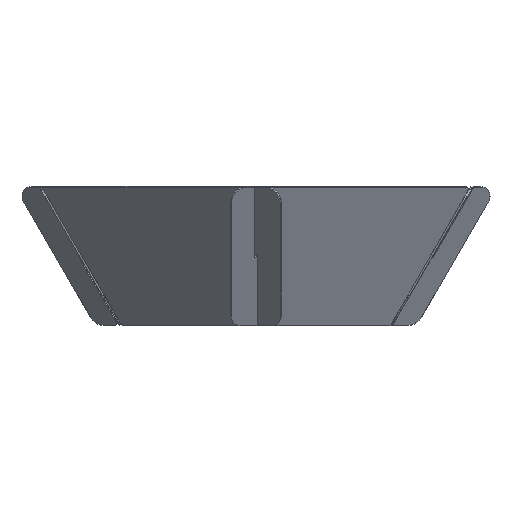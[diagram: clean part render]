
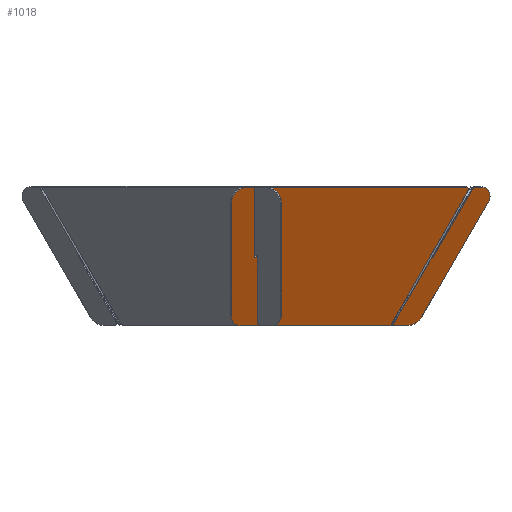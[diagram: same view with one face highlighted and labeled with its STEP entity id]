
A CAD part, left-side view. The second image highlights one B-rep face of the part: STEP entity #1018.
In plain terms, the highlighted planar face has unit normal (-0.75, -0.433, -0.5).
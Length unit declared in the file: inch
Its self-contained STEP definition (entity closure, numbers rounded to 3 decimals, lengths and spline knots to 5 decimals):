
#70=PLANE('',#1146);
#122=FACE_OUTER_BOUND('',#174,.T.);
#174=EDGE_LOOP('',(#919,#920,#921,#922,#923,#924,#925,#926,#927,#928,#929,
#930,#931,#932,#933,#934,#935,#936,#937,#938,#939,#940,#941,#942));
#225=LINE('',#1627,#321);
#231=LINE('',#1642,#327);
#235=LINE('',#1654,#331);
#239=LINE('',#1672,#335);
#244=LINE('',#1684,#340);
#249=LINE('',#1699,#345);
#252=LINE('',#1710,#348);
#256=LINE('',#1722,#352);
#263=LINE('',#1742,#359);
#267=LINE('',#1752,#363);
#269=LINE('',#1758,#365);
#270=LINE('',#1760,#366);
#321=VECTOR('',#1317,0.3937);
#327=VECTOR('',#1331,0.3937);
#331=VECTOR('',#1343,0.3937);
#335=VECTOR('',#1361,0.3937);
#340=VECTOR('',#1374,0.3937);
#345=VECTOR('',#1387,0.3937);
#348=VECTOR('',#1398,0.3937);
#352=VECTOR('',#1410,0.3937);
#359=VECTOR('',#1431,0.3937);
#363=VECTOR('',#1441,0.3937);
#365=VECTOR('',#1449,0.3937);
#366=VECTOR('',#1452,0.3937);
#392=CIRCLE('',#1099,0.0625);
#394=CIRCLE('',#1103,0.0625);
#395=CIRCLE('',#1106,0.25);
#397=CIRCLE('',#1110,0.25);
#399=CIRCLE('',#1113,1.);
#401=CIRCLE('',#1117,1.);
#404=CIRCLE('',#1122,0.0625);
#406=CIRCLE('',#1126,0.0625);
#407=CIRCLE('',#1129,0.25);
#412=CIRCLE('',#1137,0.25);
#413=CIRCLE('',#1140,1.);
#414=CIRCLE('',#1143,1.);
#465=VERTEX_POINT('',#1620);
#466=VERTEX_POINT('',#1622);
#467=VERTEX_POINT('',#1626);
#471=VERTEX_POINT('',#1635);
#472=VERTEX_POINT('',#1637);
#473=VERTEX_POINT('',#1644);
#474=VERTEX_POINT('',#1645);
#477=VERTEX_POINT('',#1656);
#479=VERTEX_POINT('',#1662);
#480=VERTEX_POINT('',#1663);
#483=VERTEX_POINT('',#1671);
#485=VERTEX_POINT('',#1677);
#489=VERTEX_POINT('',#1689);
#490=VERTEX_POINT('',#1691);
#492=VERTEX_POINT('',#1697);
#495=VERTEX_POINT('',#1704);
#496=VERTEX_POINT('',#1706);
#497=VERTEX_POINT('',#1713);
#498=VERTEX_POINT('',#1714);
#506=VERTEX_POINT('',#1738);
#507=VERTEX_POINT('',#1744);
#508=VERTEX_POINT('',#1745);
#509=VERTEX_POINT('',#1750);
#510=VERTEX_POINT('',#1754);
#585=EDGE_CURVE('',#466,#465,#392,.T.);
#587=EDGE_CURVE('',#466,#467,#225,.T.);
#592=EDGE_CURVE('',#472,#471,#394,.T.);
#595=EDGE_CURVE('',#472,#465,#231,.T.);
#596=EDGE_CURVE('',#473,#474,#395,.T.);
#601=EDGE_CURVE('',#473,#471,#235,.T.);
#602=EDGE_CURVE('',#477,#467,#397,.T.);
#605=EDGE_CURVE('',#479,#480,#399,.T.);
#609=EDGE_CURVE('',#479,#483,#239,.T.);
#612=EDGE_CURVE('',#485,#483,#401,.T.);
#616=EDGE_CURVE('',#485,#474,#244,.T.);
#619=EDGE_CURVE('',#489,#490,#404,.T.);
#623=EDGE_CURVE('',#489,#492,#249,.T.);
#626=EDGE_CURVE('',#495,#496,#406,.T.);
#628=EDGE_CURVE('',#495,#490,#252,.T.);
#630=EDGE_CURVE('',#497,#498,#407,.T.);
#634=EDGE_CURVE('',#497,#496,#256,.T.);
#643=EDGE_CURVE('',#506,#492,#412,.T.);
#645=EDGE_CURVE('',#506,#477,#263,.T.);
#646=EDGE_CURVE('',#507,#508,#413,.T.);
#650=EDGE_CURVE('',#507,#509,#267,.T.);
#651=EDGE_CURVE('',#510,#509,#414,.T.);
#653=EDGE_CURVE('',#510,#498,#269,.T.);
#654=EDGE_CURVE('',#508,#480,#270,.T.);
#919=ORIENTED_EDGE('',*,*,#630,.F.);
#920=ORIENTED_EDGE('',*,*,#634,.T.);
#921=ORIENTED_EDGE('',*,*,#626,.F.);
#922=ORIENTED_EDGE('',*,*,#628,.T.);
#923=ORIENTED_EDGE('',*,*,#619,.F.);
#924=ORIENTED_EDGE('',*,*,#623,.T.);
#925=ORIENTED_EDGE('',*,*,#643,.F.);
#926=ORIENTED_EDGE('',*,*,#645,.T.);
#927=ORIENTED_EDGE('',*,*,#602,.T.);
#928=ORIENTED_EDGE('',*,*,#587,.F.);
#929=ORIENTED_EDGE('',*,*,#585,.T.);
#930=ORIENTED_EDGE('',*,*,#595,.F.);
#931=ORIENTED_EDGE('',*,*,#592,.T.);
#932=ORIENTED_EDGE('',*,*,#601,.F.);
#933=ORIENTED_EDGE('',*,*,#596,.T.);
#934=ORIENTED_EDGE('',*,*,#616,.F.);
#935=ORIENTED_EDGE('',*,*,#612,.T.);
#936=ORIENTED_EDGE('',*,*,#609,.F.);
#937=ORIENTED_EDGE('',*,*,#605,.T.);
#938=ORIENTED_EDGE('',*,*,#654,.F.);
#939=ORIENTED_EDGE('',*,*,#646,.F.);
#940=ORIENTED_EDGE('',*,*,#650,.T.);
#941=ORIENTED_EDGE('',*,*,#651,.F.);
#942=ORIENTED_EDGE('',*,*,#653,.T.);
#1018=ADVANCED_FACE('',(#122),#70,.T.);
#1099=AXIS2_PLACEMENT_3D('',#1623,#1312,#1313);
#1103=AXIS2_PLACEMENT_3D('',#1638,#1325,#1326);
#1106=AXIS2_PLACEMENT_3D('',#1646,#1334,#1335);
#1110=AXIS2_PLACEMENT_3D('',#1657,#1346,#1347);
#1113=AXIS2_PLACEMENT_3D('',#1664,#1353,#1354);
#1117=AXIS2_PLACEMENT_3D('',#1678,#1366,#1367);
#1122=AXIS2_PLACEMENT_3D('',#1692,#1380,#1381);
#1126=AXIS2_PLACEMENT_3D('',#1707,#1393,#1394);
#1129=AXIS2_PLACEMENT_3D('',#1715,#1402,#1403);
#1137=AXIS2_PLACEMENT_3D('',#1739,#1426,#1427);
#1140=AXIS2_PLACEMENT_3D('',#1746,#1434,#1435);
#1143=AXIS2_PLACEMENT_3D('',#1755,#1444,#1445);
#1146=AXIS2_PLACEMENT_3D('',#1761,#1453,#1454);
#1312=DIRECTION('center_axis',(0.75,0.433,0.5));
#1313=DIRECTION('ref_axis',(0.647,-0.637,-0.419));
#1317=DIRECTION('',(-0.555,0.,0.832));
#1325=DIRECTION('center_axis',(0.75,0.433,0.5));
#1326=DIRECTION('ref_axis',(0.137,0.637,-0.758));
#1331=DIRECTION('',(0.36,-0.901,0.24));
#1334=DIRECTION('center_axis',(-0.75,-0.433,-0.5));
#1335=DIRECTION('ref_axis',(-0.045,-0.72,0.692));
#1343=DIRECTION('',(0.555,0.,-0.832));
#1346=DIRECTION('center_axis',(-0.75,-0.433,-0.5));
#1347=DIRECTION('ref_axis',(-0.66,0.542,0.521));
#1353=DIRECTION('center_axis',(-0.75,-0.433,-0.5));
#1354=DIRECTION('ref_axis',(0.045,0.72,-0.692));
#1361=DIRECTION('',(-0.555,0.,0.832));
#1366=DIRECTION('center_axis',(-0.75,-0.433,-0.5));
#1367=DIRECTION('ref_axis',(-0.66,0.542,0.521));
#1374=DIRECTION('',(0.5,-0.866,0.));
#1380=DIRECTION('center_axis',(-0.75,-0.433,-0.5));
#1381=DIRECTION('ref_axis',(-0.228,0.879,-0.419));
#1387=DIRECTION('',(-0.277,-0.48,0.832));
#1393=DIRECTION('center_axis',(-0.75,-0.433,-0.5));
#1394=DIRECTION('ref_axis',(0.621,-0.2,-0.758));
#1398=DIRECTION('',(-0.6,0.763,0.24));
#1402=DIRECTION('center_axis',(0.75,0.433,0.5));
#1403=DIRECTION('ref_axis',(-0.647,0.321,0.692));
#1410=DIRECTION('',(0.277,0.48,-0.832));
#1426=DIRECTION('center_axis',(0.75,0.433,0.5));
#1427=DIRECTION('ref_axis',(0.139,-0.842,0.521));
#1431=DIRECTION('',(-0.5,0.866,0.));
#1434=DIRECTION('center_axis',(0.75,0.433,0.5));
#1435=DIRECTION('ref_axis',(0.647,-0.321,-0.692));
#1441=DIRECTION('',(-0.277,-0.48,0.832));
#1444=DIRECTION('center_axis',(0.75,0.433,0.5));
#1445=DIRECTION('ref_axis',(0.139,-0.842,0.521));
#1449=DIRECTION('',(-0.5,0.866,0.));
#1452=DIRECTION('',(-0.5,0.866,0.));
#1453=DIRECTION('center_axis',(-0.75,-0.433,-0.5));
#1454=DIRECTION('ref_axis',(-0.555,0.,0.832));
#1620=CARTESIAN_POINT('',(-14.65073,-0.09748,-5.06449));
#1622=CARTESIAN_POINT('',(-14.66288,-0.15382,-4.99747));
#1623=CARTESIAN_POINT('Origin',(-14.68539,-0.09748,-5.01248));
#1626=CARTESIAN_POINT('',(-17.78932,-0.15382,-0.3078));
#1627=CARTESIAN_POINT('',(-17.97369,-0.15382,-0.03125));
#1635=CARTESIAN_POINT('',(-14.76421,0.09969,-5.06503));
#1637=CARTESIAN_POINT('',(-14.70702,0.04336,-5.10202));
#1638=CARTESIAN_POINT('Origin',(-14.74169,0.04336,-5.05002));
#1642=CARTESIAN_POINT('',(-14.72954,0.09969,-5.11703));
#1644=CARTESIAN_POINT('',(-18.01575,0.09969,-0.18771));
#1645=CARTESIAN_POINT('',(-18.21408,0.26254,-0.03125));
#1646=CARTESIAN_POINT('Origin',(-18.10583,0.32504,-0.24776));
#1654=CARTESIAN_POINT('',(-14.72954,0.09969,-5.11703));
#1656=CARTESIAN_POINT('',(-17.8075,-0.44167,-0.03125));
#1657=CARTESIAN_POINT('Origin',(-17.69925,-0.37917,-0.24776));
#1662=CARTESIAN_POINT('',(-12.83826,1.77571,-9.40542));
#1663=CARTESIAN_POINT('',(-12.04496,1.12432,-10.03125));
#1664=CARTESIAN_POINT('Origin',(-12.47798,0.87432,-9.16522));
#1671=CARTESIAN_POINT('',(-18.35023,1.77571,-1.13747));
#1672=CARTESIAN_POINT('',(-19.08771,1.77571,-0.03125));
#1677=CARTESIAN_POINT('',(-18.42295,0.62432,-0.03125));
#1678=CARTESIAN_POINT('Origin',(-17.98994,0.87432,-0.89728));
#1684=CARTESIAN_POINT('',(-13.54688,-7.82129,-0.03125));
#1689=CARTESIAN_POINT('',(-7.46465,-12.62151,-4.99747));
#1691=CARTESIAN_POINT('',(-7.40979,-12.63916,-5.06449));
#1692=CARTESIAN_POINT('Origin',(-7.42712,-12.66918,-5.01248));
#1697=CARTESIAN_POINT('',(-9.02787,-15.32909,-0.3078));
#1699=CARTESIAN_POINT('',(-9.12006,-15.48876,-0.03125));
#1704=CARTESIAN_POINT('',(-7.31596,-12.75833,-5.10202));
#1706=CARTESIAN_POINT('',(-7.29577,-12.83603,-5.06503));
#1707=CARTESIAN_POINT('Origin',(-7.3333,-12.78836,-5.05002));
#1710=CARTESIAN_POINT('',(-7.27843,-12.806,-5.11703));
#1713=CARTESIAN_POINT('',(-8.92154,-15.65195,-0.18771));
#1714=CARTESIAN_POINT('',(-8.87967,-15.90513,-0.03125));
#1715=CARTESIAN_POINT('Origin',(-8.77142,-15.84263,-0.24776));
#1722=CARTESIAN_POINT('',(-7.27843,-12.806,-5.11703));
#1738=CARTESIAN_POINT('',(-9.28625,-15.20092,-0.03125));
#1739=CARTESIAN_POINT('Origin',(-9.17799,-15.13842,-0.24776));
#1742=CARTESIAN_POINT('',(-13.54688,-7.82129,-0.03125));
#1744=CARTESIAN_POINT('',(-4.88132,-12.00612,-9.40542));
#1745=CARTESIAN_POINT('',(-5.04879,-10.99341,-10.03125));
#1746=CARTESIAN_POINT('Origin',(-5.4818,-11.24341,-9.16522));
#1750=CARTESIAN_POINT('',(-7.6373,-16.77962,-1.13747));
#1752=CARTESIAN_POINT('',(-8.00604,-17.4183,-0.03125));
#1754=CARTESIAN_POINT('',(-8.6708,-16.26691,-0.03125));
#1755=CARTESIAN_POINT('Origin',(-8.23778,-16.01691,-0.89728));
#1758=CARTESIAN_POINT('',(-13.54688,-7.82129,-0.03125));
#1760=CARTESIAN_POINT('',(-8.54687,-4.93454,-10.03125));
#1761=CARTESIAN_POINT('Origin',(-8.27646,-11.17642,-5.03125));
